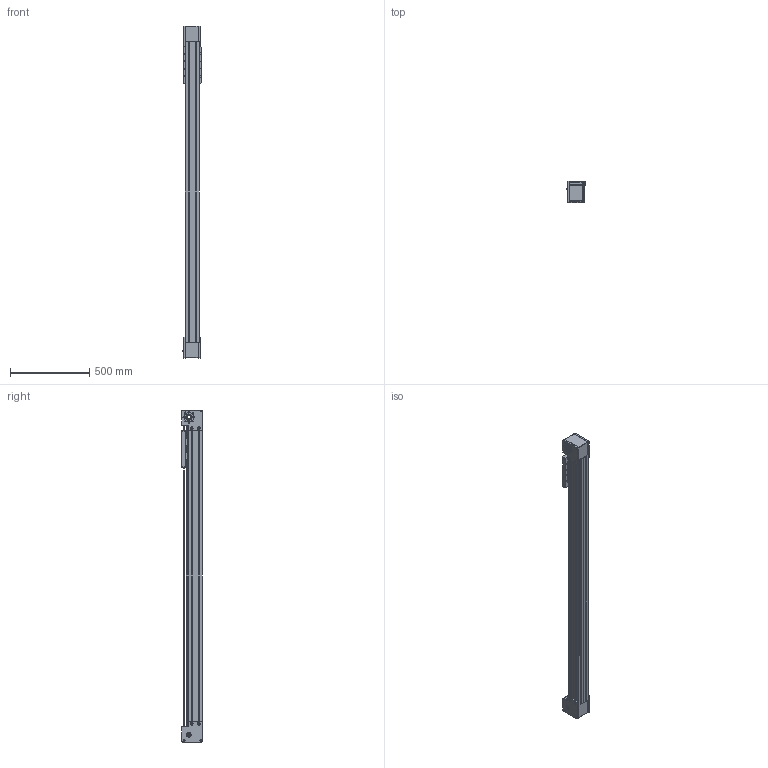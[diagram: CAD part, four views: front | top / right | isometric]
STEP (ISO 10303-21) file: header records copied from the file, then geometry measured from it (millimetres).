
FILE_DESCRIPTION (( 'STEP AP214' ), '1' );
FILE_NAME ('800.090.STEP', '2022-03-01T15:36:19', ( '' ), ( '' ), 'SwSTEP 2.0', 'SolidWorks 2018', '' );
FILE_SCHEMA (( 'AUTOMOTIVE_DESIGN' ));
Length unit declared in the file: millimetre
Products named in the file (38): 800.040.004_800.040.004; SBI-15SL BLOCK_5; CUSCINETTI A SFERE_61807-2RS; 800.040.106-1; 800.040.075_Default<A macchina>; ANELLI TIPO SW_SW 38; VITI TCEI UNI 5931_M4x20 UNI 5931; 800.090; 800.040.102_800.040.102; 800.040.002_800.040.002; 800.040.001_800.040.001; SBI-15SL BLOCK; VITI TSEI UNI 5933_M8x20 UNI 5933; 800.040.003_800.040.003; SBI-15SL BLOCK_4; VITI TCEI UNI 5931_M12x100 UNI 5931; 800.040.101_800.040.101; 800.040.104_800.040.008; CUSCINETTI A SFERE_61906-2RS; 800.040.301; Circlip DIN 471 - 25 x 1.2_Circlip DIN 471 - 25 x 1.2; SBI-SL15; TELAI 800.090_Default<A macchina>; CINGHIA 800.090.XXXX; SBI-15SL BLOCK_3; 800.040.302; 800.040.103; DADI ESAGONALI RIBASSATI UNI 5589_M12 UNI 5589; SBI-15SL BLOCK_2; MOLLE A TAZZA_58474; VITI TSEI UNI 5933_M6x25 UNI 5933; 800.040.010_800.040.010; 084.302.000 DADI ALUSIC 13x13_084.302.004; 084.302.000 DADI ALUSIC 13x13-1_084.302.001; VITI TCEI UNI 5931_M6x100 UNI 5931; GUIDA 810.101.015_2400<A macchina>; 800.040.304; VITI TCEI UNI 5931_M4x16 UNI 5931
Assembly tree (204 placements, depth 4):
  800.090
    TELAI 800.090_Default<A macchina>
    GUIDA 810.101.015_2400<A macchina>  x2
    800.040.304
      800.040.075_Default<A macchina>
      800.040.010_800.040.010  x2
      VITI TSEI UNI 5933_M6x25 UNI 5933  x4
      SBI-SL15  x4
        SBI-15SL BLOCK
        SBI-15SL BLOCK_2
        SBI-15SL BLOCK_3
        SBI-15SL BLOCK_4
        SBI-15SL BLOCK_5
      VITI TCEI UNI 5931_M4x16 UNI 5931  x16
    800.040.302
      800.040.003_800.040.003
      800.040.004_800.040.004
      CUSCINETTI A SFERE_61906-2RS  x2
      MOLLE A TAZZA_58474
      084.302.000 DADI ALUSIC 13x13_084.302.004  x4
      800.040.106-1
      VITI TCEI UNI 5931_M6x100 UNI 5931  x2
      VITI TCEI UNI 5931_M12x100 UNI 5931
      DADI ESAGONALI RIBASSATI UNI 5589_M12 UNI 5589
      800.040.103
      Circlip DIN 471 - 25 x 1.2_Circlip DIN 471 - 25 x 1.2  x2
      VITI TSEI UNI 5933_M8x20 UNI 5933  x4
      800.040.104_800.040.008
    800.040.301
      800.040.001_800.040.001
      800.040.002_800.040.002
      CUSCINETTI A SFERE_61807-2RS  x2
      800.040.101_800.040.101
      800.040.102_800.040.102
      ANELLI TIPO SW_SW 38  x2
      800.040.106-1
      084.302.000 DADI ALUSIC 13x13_084.302.004  x4
      VITI TCEI UNI 5931_M6x100 UNI 5931  x2
      VITI TSEI UNI 5933_M8x20 UNI 5933  x4
    VITI TCEI UNI 5931_M4x20 UNI 5931  x62
    084.302.000 DADI ALUSIC 13x13-1_084.302.001  x62
    CINGHIA 800.090.XXXX
Bounding box: 114 x 131 x 2090 mm (x, y, z)
Volume: 5980072.9 mm3; surface area: 3447411 mm2
Topology: 212 solids, 212 shells, 5646 faces, 14055 edges, 9142 vertices
Faces by surface type: plane 3087, cylinder 1515, torus 494, cone 486, bspline 64
Entity records: 61158 total; most frequent: CARTESIAN_POINT 11261, DIRECTION 10238, ORIENTED_EDGE 9544, EDGE_CURVE 4772, AXIS2_PLACEMENT_3D 3623, VERTEX_POINT 3126, LINE 2992, VECTOR 2992
